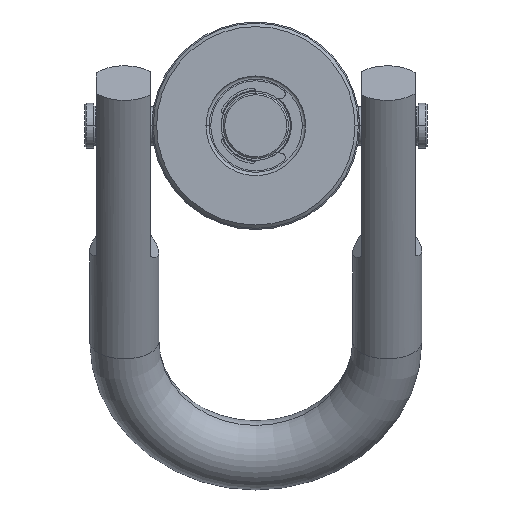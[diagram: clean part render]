
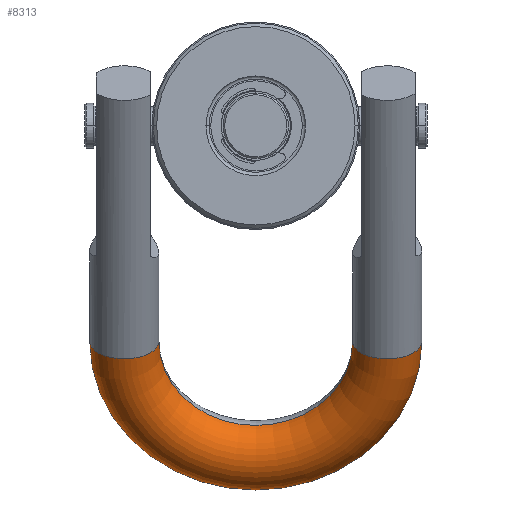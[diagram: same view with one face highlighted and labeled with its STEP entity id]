
A CAD part, front view. The second image highlights one B-rep face of the part: STEP entity #8313.
In plain terms, the highlighted toroidal (fillet/blend) face has major radius 60.325 mm and minor radius 15.875 mm.
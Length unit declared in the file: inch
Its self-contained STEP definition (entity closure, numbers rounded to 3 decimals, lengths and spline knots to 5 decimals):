
#7975=CARTESIAN_POINT('',(2.375,4.5,0.));
#7976=DIRECTION('',(0.,1.,0.));
#7977=DIRECTION('',(1.,0.,0.));
#7978=AXIS2_PLACEMENT_3D('',#7975,#7976,#7977);
#7980=CARTESIAN_POINT('',(0.,4.5,0.));
#7981=DIRECTION('',(0.,0.,1.));
#7982=DIRECTION('',(1.,0.,0.));
#7983=AXIS2_PLACEMENT_3D('',#7980,#7981,#7982);
#7990=CARTESIAN_POINT('',(0.,4.5,0.));
#7991=DIRECTION('',(0.,0.,1.));
#7992=DIRECTION('',(1.,0.,0.));
#7993=AXIS2_PLACEMENT_3D('',#7990,#7991,#7992);
#8016=CARTESIAN_POINT('',(-2.375,4.5,0.));
#8017=DIRECTION('',(0.,-1.,0.));
#8018=DIRECTION('',(-1.,0.,0.));
#8019=AXIS2_PLACEMENT_3D('',#8016,#8017,#8018);
#8153=CARTESIAN_POINT('',(1.75,4.5,0.));
#8154=CARTESIAN_POINT('',(3.,4.5,0.));
#8155=VERTEX_POINT('',#8153);
#8156=VERTEX_POINT('',#8154);
#8157=CARTESIAN_POINT('',(-1.75,4.5,0.));
#8158=CARTESIAN_POINT('',(-3.,4.5,0.));
#8159=VERTEX_POINT('',#8157);
#8160=VERTEX_POINT('',#8158);
#8299=CARTESIAN_POINT('',(0.,4.5,0.));
#8300=DIRECTION('',(0.,0.,1.));
#8301=DIRECTION('',(-1.,0.,0.));
#8302=AXIS2_PLACEMENT_3D('',#8299,#8300,#8301);
#8303=TOROIDAL_SURFACE('',#8302,2.375,0.625);
#8304=ORIENTED_EDGE('',*,*,#8287,.F.);
#8306=ORIENTED_EDGE('',*,*,#8305,.T.);
#8308=ORIENTED_EDGE('',*,*,#8307,.T.);
#8310=ORIENTED_EDGE('',*,*,#8309,.F.);
#8311=EDGE_LOOP('',(#8304,#8306,#8308,#8310));
#8312=FACE_OUTER_BOUND('',#8311,.F.);
#8313=ADVANCED_FACE('',(#8312),#8303,.T.);
#7979=CIRCLE('',#7978,0.625);
#7984=CIRCLE('',#7983,3.);
#7994=CIRCLE('',#7993,1.75);
#8020=CIRCLE('',#8019,0.625);
#8287=EDGE_CURVE('',#8156,#8155,#7979,.T.);
#8305=EDGE_CURVE('',#8156,#8160,#7984,.T.);
#8307=EDGE_CURVE('',#8160,#8159,#8020,.T.);
#8309=EDGE_CURVE('',#8155,#8159,#7994,.T.);
